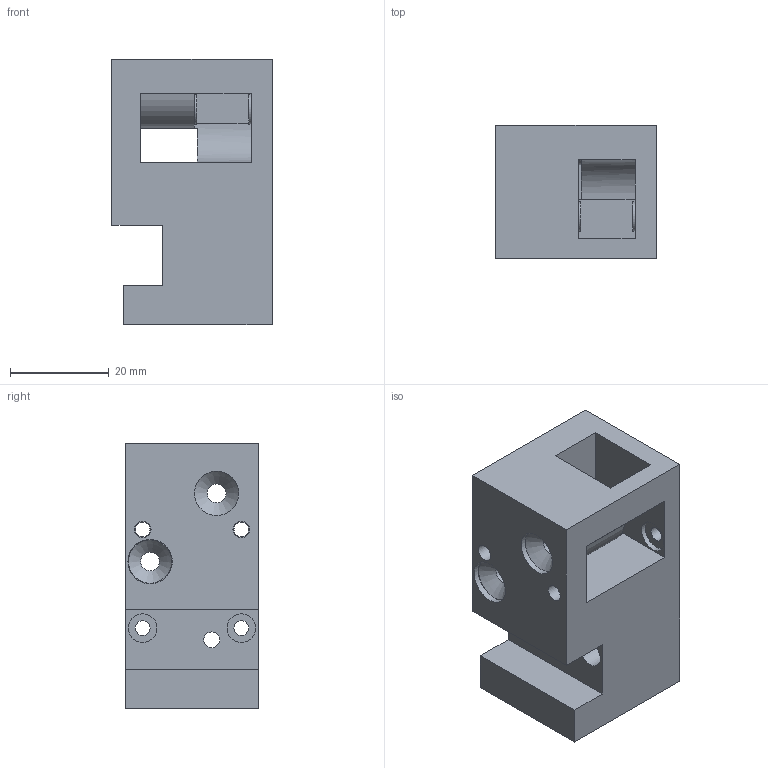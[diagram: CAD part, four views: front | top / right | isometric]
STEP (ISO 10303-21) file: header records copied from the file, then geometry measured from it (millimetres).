
FILE_DESCRIPTION(('FreeCAD Model'),'2;1');
FILE_NAME('Open CASCADE Shape Model','1974-01-01T00:00:00',(''),(''), 'Open CASCADE STEP processor 7.7','FreeCAD','Unknown');
FILE_SCHEMA(('AUTOMOTIVE_DESIGN { 1 0 10303 214 1 1 1 1 }'));
Length unit declared in the file: millimetre
Products named in the file (1): k1_joint_left_step
Bounding box: 32.5 x 27 x 53.87 mm (x, y, z)
Volume: 32081 mm3; surface area: 11984.2 mm2
Topology: 1 solids, 1 shells, 61 faces, 145 edges, 97 vertices
Faces by surface type: plane 33, cylinder 26, cone 2
Full cylindrical faces by diameter (mm): 3 x4, 3.2 x1, 3.4 x2, 3.8 x4, 4.6 x1, 5.8 x2, 6 x5, 6.4 x2, 9 x2
Entity records: 1838 total; most frequent: DIRECTION 318, CARTESIAN_POINT 314, ORIENTED_EDGE 290, EDGE_CURVE 145, AXIS2_PLACEMENT_3D 121, FACE_BOUND 98, EDGE_LOOP 98, VERTEX_POINT 97
